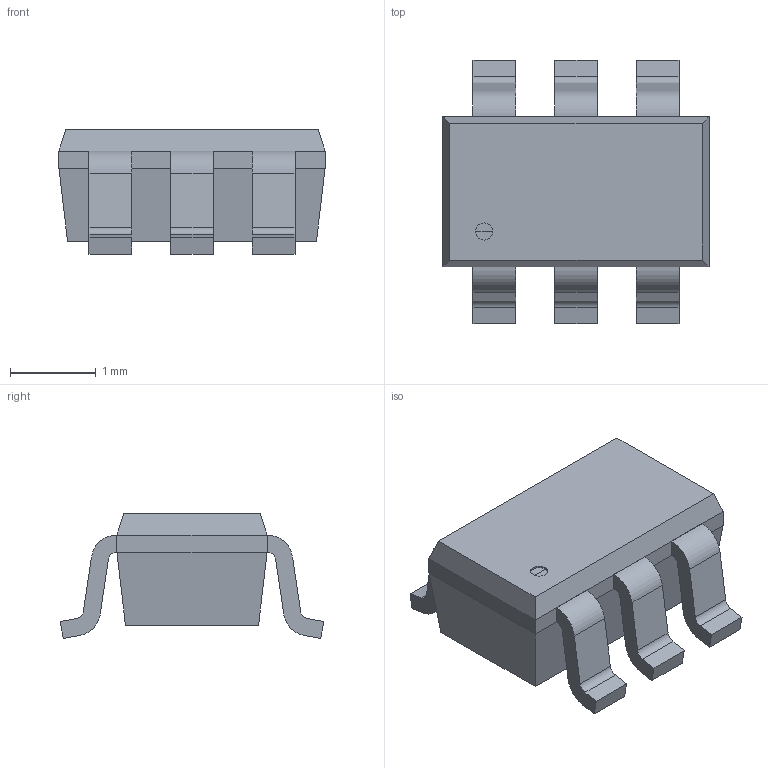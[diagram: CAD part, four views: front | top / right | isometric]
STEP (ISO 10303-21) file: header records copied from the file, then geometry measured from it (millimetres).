
FILE_DESCRIPTION (( 'STEP AP214' ), '1' );
FILE_NAME ('User Library-SOT-23-6-4.STEP', '2015-05-14T03:46:03', ( 'Windows User' ), ( '' ), 'SwSTEP 2.0', 'SolidWorks 2015', '' );
FILE_SCHEMA (( 'AUTOMOTIVE_DESIGN' ));
Length unit declared in the file: millimetre
Products named in the file (3): User Library-SOT-23-6-4_SOT-23-6 Foot; User Library-SOT-23-6-4_SOT-23-6 Body; User Library-SOT-23-6-4
Assembly tree (7 placements, depth 2):
  User Library-SOT-23-6-4
    User Library-SOT-23-6-4_SOT-23-6 Body
    User Library-SOT-23-6-4_SOT-23-6 Foot  x6
Bounding box: 3.1 x 3.07 x 1.45 mm (x, y, z)
Volume: 7.4 mm3; surface area: 34.2 mm2
Topology: 7 solids, 7 shells, 90 faces, 218 edges, 141 vertices
Faces by surface type: plane 62, cylinder 26, cone 2
Entity records: 1290 total; most frequent: DIRECTION 158, CARTESIAN_POINT 147, ORIENTED_EDGE 132, EDGE_CURVE 66, LINE 54, VECTOR 54, AXIS2_PLACEMENT_3D 52, VERTEX_POINT 41
